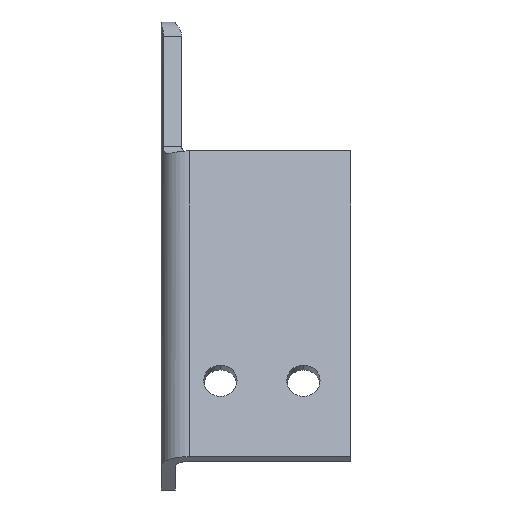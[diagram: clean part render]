
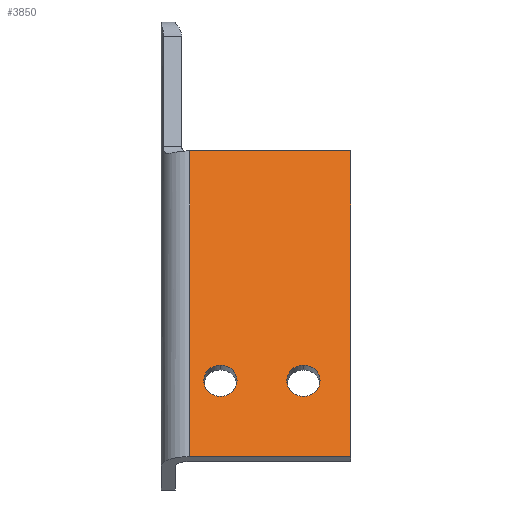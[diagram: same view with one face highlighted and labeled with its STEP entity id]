
A CAD part, left-side view. The second image highlights one B-rep face of the part: STEP entity #3850.
In plain terms, the highlighted face is planar.
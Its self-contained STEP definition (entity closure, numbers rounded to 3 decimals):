
#2170=CARTESIAN_POINT('',(7.,70.,6.));
#2180=VERTEX_POINT('',#2170);
#2210=CARTESIAN_POINT('',(7.,207.,6.));
#2220=DIRECTION('',(0.,-1.,0.));
#2230=VECTOR('',#2220,1.);
#2240=LINE('',#2210,#2230);
#2250=CARTESIAN_POINT('',(7.,207.,6.));
#2260=VERTEX_POINT('',#2250);
#2270=EDGE_CURVE('',#2260,#2180,#2240,.T.);
#3010=CARTESIAN_POINT('',(7.,207.,74.));
#3020=VERTEX_POINT('',#3010);
#3050=CARTESIAN_POINT('',(7.,207.,74.));
#3060=DIRECTION('',(0.,-1.,0.));
#3070=VECTOR('',#3060,1.);
#3080=LINE('',#3050,#3070);
#3090=CARTESIAN_POINT('',(7.,70.,74.));
#3100=VERTEX_POINT('',#3090);
#3110=EDGE_CURVE('',#3020,#3100,#3080,.T.);
#3300=CARTESIAN_POINT('',(7.,70.,74.));
#3310=DIRECTION('',(0.,0.,-1.));
#3320=VECTOR('',#3310,1.);
#3330=LINE('',#3300,#3320);
#3340=EDGE_CURVE('',#3100,#2180,#3330,.T.);
#3390=CARTESIAN_POINT('',(7.,7.,0.));
#3400=DIRECTION('',(1.,0.,0.));
#3410=DIRECTION('',(0.,1.,0.));
#3420=AXIS2_PLACEMENT_3D('',#3390,#3400,#3410);
#3430=PLANE('',#3420);
#3440=ORIENTED_EDGE('',*,*,#3110,.T.);
#3450=CARTESIAN_POINT('',(7.,207.,6.));
#3460=DIRECTION('',(0.,0.,1.));
#3470=VECTOR('',#3460,1.);
#3480=LINE('',#3450,#3470);
#3490=EDGE_CURVE('',#2260,#3020,#3480,.T.);
#3500=ORIENTED_EDGE('',*,*,#3490,.T.);
#3510=ORIENTED_EDGE('',*,*,#2270,.F.);
#3520=ORIENTED_EDGE('',*,*,#3340,.T.);
#3530=EDGE_LOOP('',(#3520,#3510,#3500,#3440));
#3540=FACE_OUTER_BOUND('',#3530,.T.);
#3550=CARTESIAN_POINT('',(7.,173.,19.));
#3560=DIRECTION('',(-1.,-0.,0.));
#3570=DIRECTION('',(0.,-1.,0.));
#3580=AXIS2_PLACEMENT_3D('',#3550,#3560,#3570);
#3590=CIRCLE('',#3580,7.);
#3600=CARTESIAN_POINT('',(7.,166.,19.));
#3610=VERTEX_POINT('',#3600);
#3620=CARTESIAN_POINT('',(7.,180.,19.));
#3630=VERTEX_POINT('',#3620);
#3640=EDGE_CURVE('',#3610,#3630,#3590,.T.);
#3650=ORIENTED_EDGE('',*,*,#3640,.T.);
#3660=EDGE_CURVE('',#3630,#3610,#3590,.T.);
#3670=ORIENTED_EDGE('',*,*,#3660,.T.);
#3680=EDGE_LOOP('',(#3670,#3650));
#3690=FACE_BOUND('',#3680,.T.);
#3700=CARTESIAN_POINT('',(7.,173.,54.));
#3710=DIRECTION('',(-1.,-0.,0.));
#3720=DIRECTION('',(0.,-1.,0.));
#3730=AXIS2_PLACEMENT_3D('',#3700,#3710,#3720);
#3740=CIRCLE('',#3730,7.);
#3750=CARTESIAN_POINT('',(7.,180.,54.));
#3760=VERTEX_POINT('',#3750);
#3770=CARTESIAN_POINT('',(7.,166.,54.));
#3780=VERTEX_POINT('',#3770);
#3790=EDGE_CURVE('',#3760,#3780,#3740,.T.);
#3800=ORIENTED_EDGE('',*,*,#3790,.T.);
#3810=EDGE_CURVE('',#3780,#3760,#3740,.T.);
#3820=ORIENTED_EDGE('',*,*,#3810,.T.);
#3830=EDGE_LOOP('',(#3820,#3800));
#3840=FACE_BOUND('',#3830,.T.);
#3850=ADVANCED_FACE('',(#3540,#3690,#3840),#3430,.T.);
